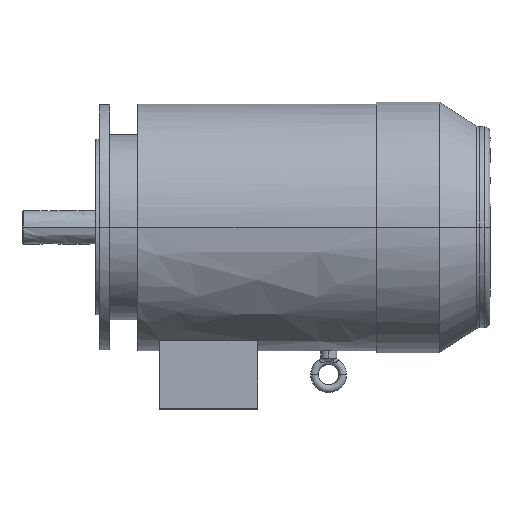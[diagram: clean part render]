
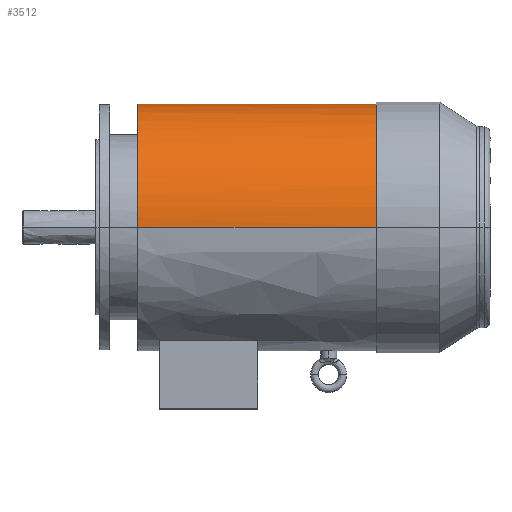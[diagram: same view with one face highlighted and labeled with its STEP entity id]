
A CAD part, top view. The second image highlights one B-rep face of the part: STEP entity #3512.
In plain terms, the highlighted free-form (B-spline) face has degree [3, 1] with [4, 2] control points.
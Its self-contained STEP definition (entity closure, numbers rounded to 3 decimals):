
#3512 = ADVANCED_FACE('',(#3513),#3528,.T.);
#3513 = FACE_BOUND('',#3514,.T.);
#3514 = EDGE_LOOP('',(#3515,#3542,#3556,#3572));
#3515 = ORIENTED_EDGE('',*,*,#3516,.T.);
#3516 = EDGE_CURVE('',#3517,#3519,#3521,.T.);
#3517 = VERTEX_POINT('',#3518);
#3518 = CARTESIAN_POINT('',(395.,0.,176.));
#3519 = VERTEX_POINT('',#3520);
#3520 = CARTESIAN_POINT('',(395.,0.,-176.));
#3521 = SURFACE_CURVE('',#3522,(#3527),.PCURVE_S1.);
#3522 = ( BOUNDED_CURVE() B_SPLINE_CURVE(3,(#3523,#3524,#3525,#3526),
.UNSPECIFIED.,.F.,.F.) B_SPLINE_CURVE_WITH_KNOTS((4,4),(0.,
3.142),.PIECEWISE_BEZIER_KNOTS.) CURVE() 
GEOMETRIC_REPRESENTATION_ITEM() RATIONAL_B_SPLINE_CURVE((1.,
0.333,0.333,1.)) REPRESENTATION_ITEM('') );
#3523 = CARTESIAN_POINT('',(395.,0.,176.));
#3524 = CARTESIAN_POINT('',(395.,352.,176.));
#3525 = CARTESIAN_POINT('',(395.,352.,-176.));
#3526 = CARTESIAN_POINT('',(395.,0.,-176.));
#3527 = PCURVE('',#3528,#3537);
#3528 = ( BOUNDED_SURFACE() B_SPLINE_SURFACE(3,1,(
    (#3529,#3530)
    ,(#3531,#3532)
    ,(#3533,#3534)
    ,(#3535,#3536
)),.UNSPECIFIED.,.F.,.F.,.F.) B_SPLINE_SURFACE_WITH_KNOTS((4,4),(2,2),(
    0.,1.),(0.,1.),.PIECEWISE_BEZIER_KNOTS.) 
GEOMETRIC_REPRESENTATION_ITEM() RATIONAL_B_SPLINE_SURFACE((
    (1.,1.)
    ,(0.333,0.333)
    ,(0.333,0.333)
,(1.,1.))) REPRESENTATION_ITEM('') SURFACE() );
#3529 = CARTESIAN_POINT('',(395.,0.,176.));
#3530 = CARTESIAN_POINT('',(55.,0.,176.));
#3531 = CARTESIAN_POINT('',(395.,352.,176.));
#3532 = CARTESIAN_POINT('',(55.,352.,176.));
#3533 = CARTESIAN_POINT('',(395.,352.,-176.));
#3534 = CARTESIAN_POINT('',(55.,352.,-176.));
#3535 = CARTESIAN_POINT('',(395.,0.,-176.));
#3536 = CARTESIAN_POINT('',(55.,0.,-176.));
#3537 = DEFINITIONAL_REPRESENTATION('',(#3538),#3541);
#3538 = B_SPLINE_CURVE_WITH_KNOTS('',1,(#3539,#3540),.UNSPECIFIED.,.F.,
  .F.,(2,2),(0.,3.142),.PIECEWISE_BEZIER_KNOTS.);
#3539 = CARTESIAN_POINT('',(0.,0.));
#3540 = CARTESIAN_POINT('',(1.,0.));
#3541 = ( GEOMETRIC_REPRESENTATION_CONTEXT(2) 
PARAMETRIC_REPRESENTATION_CONTEXT() REPRESENTATION_CONTEXT('2D SPACE',''
  ) );
#3542 = ORIENTED_EDGE('',*,*,#3543,.T.);
#3543 = EDGE_CURVE('',#3519,#3544,#3546,.T.);
#3544 = VERTEX_POINT('',#3545);
#3545 = CARTESIAN_POINT('',(55.,0.,-176.));
#3546 = SURFACE_CURVE('',#3547,(#3550),.PCURVE_S1.);
#3547 = B_SPLINE_CURVE_WITH_KNOTS('',1,(#3548,#3549),.UNSPECIFIED.,.F.,
  .F.,(2,2),(-0.081,0.259),.PIECEWISE_BEZIER_KNOTS.);
#3548 = CARTESIAN_POINT('',(395.,0.,-176.));
#3549 = CARTESIAN_POINT('',(55.,0.,-176.));
#3550 = PCURVE('',#3528,#3551);
#3551 = DEFINITIONAL_REPRESENTATION('',(#3552),#3555);
#3552 = B_SPLINE_CURVE_WITH_KNOTS('',1,(#3553,#3554),.UNSPECIFIED.,.F.,
  .F.,(2,2),(-0.081,0.259),.PIECEWISE_BEZIER_KNOTS.);
#3553 = CARTESIAN_POINT('',(1.,0.));
#3554 = CARTESIAN_POINT('',(1.,1.));
#3555 = ( GEOMETRIC_REPRESENTATION_CONTEXT(2) 
PARAMETRIC_REPRESENTATION_CONTEXT() REPRESENTATION_CONTEXT('2D SPACE',''
  ) );
#3556 = ORIENTED_EDGE('',*,*,#3557,.T.);
#3557 = EDGE_CURVE('',#3544,#3558,#3560,.T.);
#3558 = VERTEX_POINT('',#3559);
#3559 = CARTESIAN_POINT('',(55.,0.,176.));
#3560 = SURFACE_CURVE('',#3561,(#3566),.PCURVE_S1.);
#3561 = ( BOUNDED_CURVE() B_SPLINE_CURVE(3,(#3562,#3563,#3564,#3565),
.UNSPECIFIED.,.F.,.F.) B_SPLINE_CURVE_WITH_KNOTS((4,4),(-3.142,
0.),.PIECEWISE_BEZIER_KNOTS.) CURVE() GEOMETRIC_REPRESENTATION_ITEM
() RATIONAL_B_SPLINE_CURVE((1.,0.333,0.333,1.)) 
REPRESENTATION_ITEM('') );
#3562 = CARTESIAN_POINT('',(55.,0.,-176.));
#3563 = CARTESIAN_POINT('',(55.,352.,-176.));
#3564 = CARTESIAN_POINT('',(55.,352.,176.));
#3565 = CARTESIAN_POINT('',(55.,0.,176.));
#3566 = PCURVE('',#3528,#3567);
#3567 = DEFINITIONAL_REPRESENTATION('',(#3568),#3571);
#3568 = B_SPLINE_CURVE_WITH_KNOTS('',1,(#3569,#3570),.UNSPECIFIED.,.F.,
  .F.,(2,2),(-3.142,0.),.PIECEWISE_BEZIER_KNOTS.);
#3569 = CARTESIAN_POINT('',(1.,1.));
#3570 = CARTESIAN_POINT('',(0.,1.));
#3571 = ( GEOMETRIC_REPRESENTATION_CONTEXT(2) 
PARAMETRIC_REPRESENTATION_CONTEXT() REPRESENTATION_CONTEXT('2D SPACE',''
  ) );
#3572 = ORIENTED_EDGE('',*,*,#3573,.T.);
#3573 = EDGE_CURVE('',#3558,#3517,#3574,.T.);
#3574 = SURFACE_CURVE('',#3575,(#3578),.PCURVE_S1.);
#3575 = B_SPLINE_CURVE_WITH_KNOTS('',1,(#3576,#3577),.UNSPECIFIED.,.F.,
  .F.,(2,2),(-0.259,0.081),.PIECEWISE_BEZIER_KNOTS.);
#3576 = CARTESIAN_POINT('',(55.,0.,176.));
#3577 = CARTESIAN_POINT('',(395.,0.,176.));
#3578 = PCURVE('',#3528,#3579);
#3579 = DEFINITIONAL_REPRESENTATION('',(#3580),#3583);
#3580 = B_SPLINE_CURVE_WITH_KNOTS('',1,(#3581,#3582),.UNSPECIFIED.,.F.,
  .F.,(2,2),(-0.259,0.081),.PIECEWISE_BEZIER_KNOTS.);
#3581 = CARTESIAN_POINT('',(0.,1.));
#3582 = CARTESIAN_POINT('',(0.,0.));
#3583 = ( GEOMETRIC_REPRESENTATION_CONTEXT(2) 
PARAMETRIC_REPRESENTATION_CONTEXT() REPRESENTATION_CONTEXT('2D SPACE',''
  ) );
